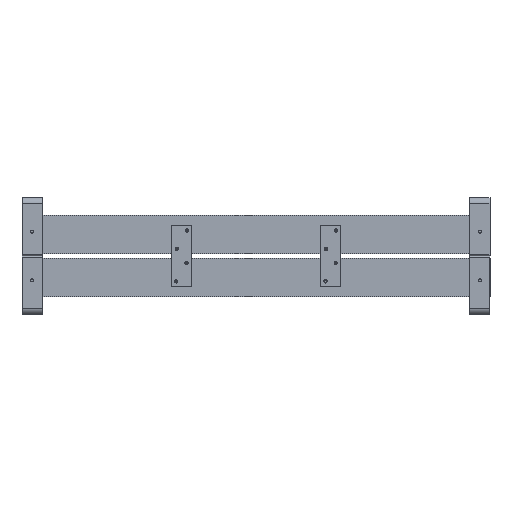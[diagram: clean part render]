
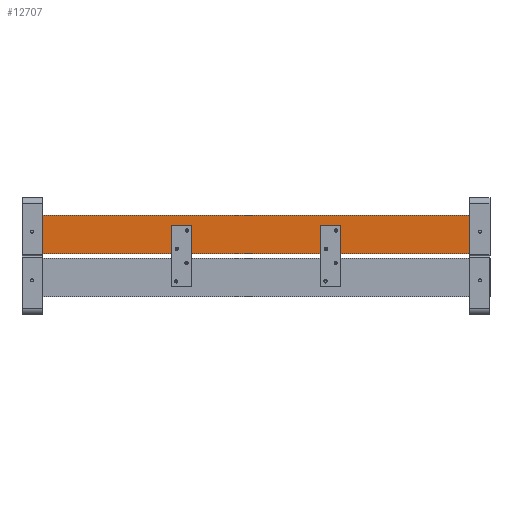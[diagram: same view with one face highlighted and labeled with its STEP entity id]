
A CAD part, front view. The second image highlights one B-rep face of the part: STEP entity #12707.
In plain terms, the highlighted planar face has unit normal (0, -1, 0).
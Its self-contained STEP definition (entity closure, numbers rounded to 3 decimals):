
#442 = ORIENTED_EDGE ( 'NONE', *, *, #11010, .F. ) ;
#638 = ORIENTED_EDGE ( 'NONE', *, *, #11417, .F. ) ;
#858 = DIRECTION ( 'NONE',  ( 0., 0., 1. ) ) ;
#2197 = DIRECTION ( 'NONE',  ( -1., 0., 0. ) ) ;
#2673 = EDGE_CURVE ( 'NONE', #2781, #9830, #8703, .T. ) ;
#2781 = VERTEX_POINT ( 'NONE', #2827 ) ;
#2827 = CARTESIAN_POINT ( 'NONE',  ( -1150., 0., 95. ) ) ;
#2977 = FACE_OUTER_BOUND ( 'NONE', #4405, .T. ) ;
#3355 = DIRECTION ( 'NONE',  ( 0., 0., -1. ) ) ;
#3412 = ORIENTED_EDGE ( 'NONE', *, *, #2673, .T. ) ;
#3869 = VECTOR ( 'NONE', #3355, 1000. ) ;
#3955 = VERTEX_POINT ( 'NONE', #12454 ) ;
#4179 = CARTESIAN_POINT ( 'NONE',  ( 1150., 0., 95. ) ) ;
#4405 = EDGE_LOOP ( 'NONE', ( #3412, #442, #638, #8461 ) ) ;
#4455 = EDGE_CURVE ( 'NONE', #6534, #2781, #11639, .T. ) ;
#4477 = DIRECTION ( 'NONE',  ( 0., 0., -1. ) ) ;
#4496 = LINE ( 'NONE', #12235, #10160 ) ;
#5994 = CARTESIAN_POINT ( 'NONE',  ( -1150., 0., -95. ) ) ;
#6205 = DIRECTION ( 'NONE',  ( 0., 1., 0. ) ) ;
#6534 = VERTEX_POINT ( 'NONE', #11014 ) ;
#7642 = CARTESIAN_POINT ( 'NONE',  ( 1150., 0., 95. ) ) ;
#8461 = ORIENTED_EDGE ( 'NONE', *, *, #4455, .T. ) ;
#8539 = VECTOR ( 'NONE', #2197, 1000. ) ;
#8703 = LINE ( 'NONE', #12015, #13183 ) ;
#8784 = DIRECTION ( 'NONE',  ( -1., 0., 0. ) ) ;
#8830 = AXIS2_PLACEMENT_3D ( 'NONE', #13883, #6205, #858 ) ;
#9830 = VERTEX_POINT ( 'NONE', #5994 ) ;
#10160 = VECTOR ( 'NONE', #8784, 1000. ) ;
#11010 = EDGE_CURVE ( 'NONE', #3955, #9830, #4496, .T. ) ;
#11014 = CARTESIAN_POINT ( 'NONE',  ( 1150., 0., 95. ) ) ;
#11417 = EDGE_CURVE ( 'NONE', #6534, #3955, #13001, .T. ) ;
#11639 = LINE ( 'NONE', #4179, #8539 ) ;
#12015 = CARTESIAN_POINT ( 'NONE',  ( -1150., 0., 95. ) ) ;
#12235 = CARTESIAN_POINT ( 'NONE',  ( 1150., 0., -95. ) ) ;
#12454 = CARTESIAN_POINT ( 'NONE',  ( 1150., 0., -95. ) ) ;
#12707 = ADVANCED_FACE ( 'NONE', ( #2977 ), #13818, .F. ) ;
#13001 = LINE ( 'NONE', #7642, #3869 ) ;
#13183 = VECTOR ( 'NONE', #4477, 1000. ) ;
#13818 = PLANE ( 'NONE',  #8830 ) ;
#13883 = CARTESIAN_POINT ( 'NONE',  ( 1150., 0., 95. ) ) ;
